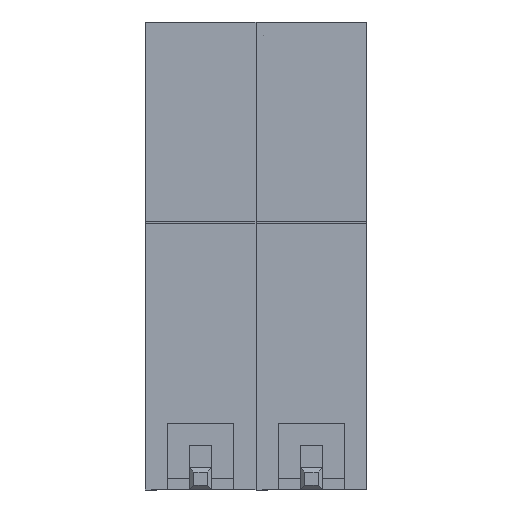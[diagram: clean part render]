
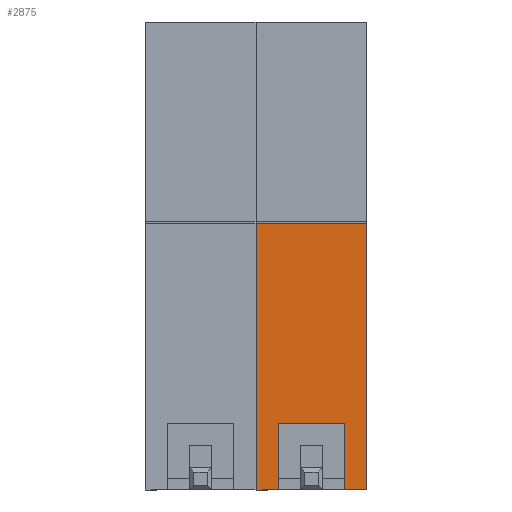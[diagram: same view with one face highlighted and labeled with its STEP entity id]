
A CAD part, left-side view. The second image highlights one B-rep face of the part: STEP entity #2875.
In plain terms, the highlighted planar face has unit normal (-1, 0, 0).
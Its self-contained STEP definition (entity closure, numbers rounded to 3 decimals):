
#1832 = VERTEX_POINT('',#1833);
#1833 = CARTESIAN_POINT('',(-4.,2.5,0.));
#1842 = PLANE('',#1843);
#1843 = AXIS2_PLACEMENT_3D('',#1844,#1845,#1846);
#1844 = CARTESIAN_POINT('',(-4.,2.5,0.));
#1845 = DIRECTION('',(0.,0.,1.));
#1846 = DIRECTION('',(1.,0.,0.));
#1854 = PLANE('',#1855);
#1855 = AXIS2_PLACEMENT_3D('',#1856,#1857,#1858);
#1856 = CARTESIAN_POINT('',(-4.,2.5,0.));
#1857 = DIRECTION('',(0.,1.,0.));
#1858 = DIRECTION('',(0.,0.,1.));
#1866 = EDGE_CURVE('',#1832,#1867,#1869,.T.);
#1867 = VERTEX_POINT('',#1868);
#1868 = CARTESIAN_POINT('',(-4.,1.5,0.));
#1869 = SURFACE_CURVE('',#1870,(#1874,#1881),.PCURVE_S1.);
#1870 = LINE('',#1871,#1872);
#1871 = CARTESIAN_POINT('',(-4.,2.5,0.));
#1872 = VECTOR('',#1873,1.);
#1873 = DIRECTION('',(0.,-1.,0.));
#1874 = PCURVE('',#1842,#1875);
#1875 = DEFINITIONAL_REPRESENTATION('',(#1876),#1880);
#1876 = LINE('',#1877,#1878);
#1877 = CARTESIAN_POINT('',(0.,0.));
#1878 = VECTOR('',#1879,1.);
#1879 = DIRECTION('',(0.,-1.));
#1880 = ( GEOMETRIC_REPRESENTATION_CONTEXT(2) 
PARAMETRIC_REPRESENTATION_CONTEXT() REPRESENTATION_CONTEXT('2D SPACE',''
  ) );
#1881 = PCURVE('',#1882,#1887);
#1882 = PLANE('',#1883);
#1883 = AXIS2_PLACEMENT_3D('',#1884,#1885,#1886);
#1884 = CARTESIAN_POINT('',(-4.,2.5,12.));
#1885 = DIRECTION('',(1.,0.,0.));
#1886 = DIRECTION('',(0.,0.,-1.));
#1887 = DEFINITIONAL_REPRESENTATION('',(#1888),#1892);
#1888 = LINE('',#1889,#1890);
#1889 = CARTESIAN_POINT('',(12.,0.));
#1890 = VECTOR('',#1891,1.);
#1891 = DIRECTION('',(0.,-1.));
#1892 = ( GEOMETRIC_REPRESENTATION_CONTEXT(2) 
PARAMETRIC_REPRESENTATION_CONTEXT() REPRESENTATION_CONTEXT('2D SPACE',''
  ) );
#1910 = PLANE('',#1911);
#1911 = AXIS2_PLACEMENT_3D('',#1912,#1913,#1914);
#1912 = CARTESIAN_POINT('',(-4.,1.5,0.));
#1913 = DIRECTION('',(0.,-1.,0.));
#1914 = DIRECTION('',(0.,0.,1.));
#2007 = VERTEX_POINT('',#2008);
#2008 = CARTESIAN_POINT('',(-4.,-1.5,0.));
#2022 = PLANE('',#2023);
#2023 = AXIS2_PLACEMENT_3D('',#2024,#2025,#2026);
#2024 = CARTESIAN_POINT('',(-4.,-1.5,3.));
#2025 = DIRECTION('',(0.,1.,0.));
#2026 = DIRECTION('',(0.,0.,-1.));
#2034 = EDGE_CURVE('',#2007,#2035,#2037,.T.);
#2035 = VERTEX_POINT('',#2036);
#2036 = CARTESIAN_POINT('',(-4.,-2.5,0.));
#2037 = SURFACE_CURVE('',#2038,(#2042,#2049),.PCURVE_S1.);
#2038 = LINE('',#2039,#2040);
#2039 = CARTESIAN_POINT('',(-4.,2.5,0.));
#2040 = VECTOR('',#2041,1.);
#2041 = DIRECTION('',(0.,-1.,0.));
#2042 = PCURVE('',#1842,#2043);
#2043 = DEFINITIONAL_REPRESENTATION('',(#2044),#2048);
#2044 = LINE('',#2045,#2046);
#2045 = CARTESIAN_POINT('',(0.,0.));
#2046 = VECTOR('',#2047,1.);
#2047 = DIRECTION('',(0.,-1.));
#2048 = ( GEOMETRIC_REPRESENTATION_CONTEXT(2) 
PARAMETRIC_REPRESENTATION_CONTEXT() REPRESENTATION_CONTEXT('2D SPACE',''
  ) );
#2049 = PCURVE('',#1882,#2050);
#2050 = DEFINITIONAL_REPRESENTATION('',(#2051),#2055);
#2051 = LINE('',#2052,#2053);
#2052 = CARTESIAN_POINT('',(12.,0.));
#2053 = VECTOR('',#2054,1.);
#2054 = DIRECTION('',(0.,-1.));
#2055 = ( GEOMETRIC_REPRESENTATION_CONTEXT(2) 
PARAMETRIC_REPRESENTATION_CONTEXT() REPRESENTATION_CONTEXT('2D SPACE',''
  ) );
#2073 = PLANE('',#2074);
#2074 = AXIS2_PLACEMENT_3D('',#2075,#2076,#2077);
#2075 = CARTESIAN_POINT('',(-4.,-2.5,0.));
#2076 = DIRECTION('',(0.,1.,0.));
#2077 = DIRECTION('',(0.,0.,1.));
#2115 = EDGE_CURVE('',#2116,#1832,#2118,.T.);
#2116 = VERTEX_POINT('',#2117);
#2117 = CARTESIAN_POINT('',(-4.,2.5,12.));
#2118 = SURFACE_CURVE('',#2119,(#2123,#2130),.PCURVE_S1.);
#2119 = LINE('',#2120,#2121);
#2120 = CARTESIAN_POINT('',(-4.,2.5,12.));
#2121 = VECTOR('',#2122,1.);
#2122 = DIRECTION('',(0.,0.,-1.));
#2123 = PCURVE('',#1854,#2124);
#2124 = DEFINITIONAL_REPRESENTATION('',(#2125),#2129);
#2125 = LINE('',#2126,#2127);
#2126 = CARTESIAN_POINT('',(12.,0.));
#2127 = VECTOR('',#2128,1.);
#2128 = DIRECTION('',(-1.,0.));
#2129 = ( GEOMETRIC_REPRESENTATION_CONTEXT(2) 
PARAMETRIC_REPRESENTATION_CONTEXT() REPRESENTATION_CONTEXT('2D SPACE',''
  ) );
#2130 = PCURVE('',#1882,#2131);
#2131 = DEFINITIONAL_REPRESENTATION('',(#2132),#2136);
#2132 = LINE('',#2133,#2134);
#2133 = CARTESIAN_POINT('',(0.,0.));
#2134 = VECTOR('',#2135,1.);
#2135 = DIRECTION('',(1.,0.));
#2136 = ( GEOMETRIC_REPRESENTATION_CONTEXT(2) 
PARAMETRIC_REPRESENTATION_CONTEXT() REPRESENTATION_CONTEXT('2D SPACE',''
  ) );
#2154 = PLANE('',#2155);
#2155 = AXIS2_PLACEMENT_3D('',#2156,#2157,#2158);
#2156 = CARTESIAN_POINT('',(-3.,2.5,12.));
#2157 = DIRECTION('',(0.,0.,-1.));
#2158 = DIRECTION('',(-1.,0.,0.));
#2548 = EDGE_CURVE('',#2549,#2035,#2551,.T.);
#2549 = VERTEX_POINT('',#2550);
#2550 = CARTESIAN_POINT('',(-4.,-2.5,12.));
#2551 = SURFACE_CURVE('',#2552,(#2556,#2563),.PCURVE_S1.);
#2552 = LINE('',#2553,#2554);
#2553 = CARTESIAN_POINT('',(-4.,-2.5,12.));
#2554 = VECTOR('',#2555,1.);
#2555 = DIRECTION('',(0.,0.,-1.));
#2556 = PCURVE('',#2073,#2557);
#2557 = DEFINITIONAL_REPRESENTATION('',(#2558),#2562);
#2558 = LINE('',#2559,#2560);
#2559 = CARTESIAN_POINT('',(12.,0.));
#2560 = VECTOR('',#2561,1.);
#2561 = DIRECTION('',(-1.,0.));
#2562 = ( GEOMETRIC_REPRESENTATION_CONTEXT(2) 
PARAMETRIC_REPRESENTATION_CONTEXT() REPRESENTATION_CONTEXT('2D SPACE',''
  ) );
#2563 = PCURVE('',#1882,#2564);
#2564 = DEFINITIONAL_REPRESENTATION('',(#2565),#2569);
#2565 = LINE('',#2566,#2567);
#2566 = CARTESIAN_POINT('',(0.,-5.));
#2567 = VECTOR('',#2568,1.);
#2568 = DIRECTION('',(1.,0.));
#2569 = ( GEOMETRIC_REPRESENTATION_CONTEXT(2) 
PARAMETRIC_REPRESENTATION_CONTEXT() REPRESENTATION_CONTEXT('2D SPACE',''
  ) );
#2875 = ADVANCED_FACE('',(#2876),#1882,.F.);
#2876 = FACE_BOUND('',#2877,.F.);
#2877 = EDGE_LOOP('',(#2878,#2879,#2900,#2901,#2902,#2925,#2953,#2974));
#2878 = ORIENTED_EDGE('',*,*,#2115,.F.);
#2879 = ORIENTED_EDGE('',*,*,#2880,.T.);
#2880 = EDGE_CURVE('',#2116,#2549,#2881,.T.);
#2881 = SURFACE_CURVE('',#2882,(#2886,#2893),.PCURVE_S1.);
#2882 = LINE('',#2883,#2884);
#2883 = CARTESIAN_POINT('',(-4.,2.5,12.));
#2884 = VECTOR('',#2885,1.);
#2885 = DIRECTION('',(0.,-1.,0.));
#2886 = PCURVE('',#1882,#2887);
#2887 = DEFINITIONAL_REPRESENTATION('',(#2888),#2892);
#2888 = LINE('',#2889,#2890);
#2889 = CARTESIAN_POINT('',(0.,0.));
#2890 = VECTOR('',#2891,1.);
#2891 = DIRECTION('',(0.,-1.));
#2892 = ( GEOMETRIC_REPRESENTATION_CONTEXT(2) 
PARAMETRIC_REPRESENTATION_CONTEXT() REPRESENTATION_CONTEXT('2D SPACE',''
  ) );
#2893 = PCURVE('',#2154,#2894);
#2894 = DEFINITIONAL_REPRESENTATION('',(#2895),#2899);
#2895 = LINE('',#2896,#2897);
#2896 = CARTESIAN_POINT('',(1.,0.));
#2897 = VECTOR('',#2898,1.);
#2898 = DIRECTION('',(0.,-1.));
#2899 = ( GEOMETRIC_REPRESENTATION_CONTEXT(2) 
PARAMETRIC_REPRESENTATION_CONTEXT() REPRESENTATION_CONTEXT('2D SPACE',''
  ) );
#2900 = ORIENTED_EDGE('',*,*,#2548,.T.);
#2901 = ORIENTED_EDGE('',*,*,#2034,.F.);
#2902 = ORIENTED_EDGE('',*,*,#2903,.F.);
#2903 = EDGE_CURVE('',#2904,#2007,#2906,.T.);
#2904 = VERTEX_POINT('',#2905);
#2905 = CARTESIAN_POINT('',(-4.,-1.5,3.));
#2906 = SURFACE_CURVE('',#2907,(#2911,#2918),.PCURVE_S1.);
#2907 = LINE('',#2908,#2909);
#2908 = CARTESIAN_POINT('',(-4.,-1.5,3.));
#2909 = VECTOR('',#2910,1.);
#2910 = DIRECTION('',(0.,0.,-1.));
#2911 = PCURVE('',#1882,#2912);
#2912 = DEFINITIONAL_REPRESENTATION('',(#2913),#2917);
#2913 = LINE('',#2914,#2915);
#2914 = CARTESIAN_POINT('',(9.,-4.));
#2915 = VECTOR('',#2916,1.);
#2916 = DIRECTION('',(1.,0.));
#2917 = ( GEOMETRIC_REPRESENTATION_CONTEXT(2) 
PARAMETRIC_REPRESENTATION_CONTEXT() REPRESENTATION_CONTEXT('2D SPACE',''
  ) );
#2918 = PCURVE('',#2022,#2919);
#2919 = DEFINITIONAL_REPRESENTATION('',(#2920),#2924);
#2920 = LINE('',#2921,#2922);
#2921 = CARTESIAN_POINT('',(0.,0.));
#2922 = VECTOR('',#2923,1.);
#2923 = DIRECTION('',(1.,0.));
#2924 = ( GEOMETRIC_REPRESENTATION_CONTEXT(2) 
PARAMETRIC_REPRESENTATION_CONTEXT() REPRESENTATION_CONTEXT('2D SPACE',''
  ) );
#2925 = ORIENTED_EDGE('',*,*,#2926,.F.);
#2926 = EDGE_CURVE('',#2927,#2904,#2929,.T.);
#2927 = VERTEX_POINT('',#2928);
#2928 = CARTESIAN_POINT('',(-4.,1.5,3.));
#2929 = SURFACE_CURVE('',#2930,(#2934,#2941),.PCURVE_S1.);
#2930 = LINE('',#2931,#2932);
#2931 = CARTESIAN_POINT('',(-4.,1.5,3.));
#2932 = VECTOR('',#2933,1.);
#2933 = DIRECTION('',(0.,-1.,0.));
#2934 = PCURVE('',#1882,#2935);
#2935 = DEFINITIONAL_REPRESENTATION('',(#2936),#2940);
#2936 = LINE('',#2937,#2938);
#2937 = CARTESIAN_POINT('',(9.,-1.));
#2938 = VECTOR('',#2939,1.);
#2939 = DIRECTION('',(0.,-1.));
#2940 = ( GEOMETRIC_REPRESENTATION_CONTEXT(2) 
PARAMETRIC_REPRESENTATION_CONTEXT() REPRESENTATION_CONTEXT('2D SPACE',''
  ) );
#2941 = PCURVE('',#2942,#2947);
#2942 = PLANE('',#2943);
#2943 = AXIS2_PLACEMENT_3D('',#2944,#2945,#2946);
#2944 = CARTESIAN_POINT('',(-4.,1.5,3.));
#2945 = DIRECTION('',(0.,0.,-1.));
#2946 = DIRECTION('',(0.,-1.,0.));
#2947 = DEFINITIONAL_REPRESENTATION('',(#2948),#2952);
#2948 = LINE('',#2949,#2950);
#2949 = CARTESIAN_POINT('',(0.,0.));
#2950 = VECTOR('',#2951,1.);
#2951 = DIRECTION('',(1.,0.));
#2952 = ( GEOMETRIC_REPRESENTATION_CONTEXT(2) 
PARAMETRIC_REPRESENTATION_CONTEXT() REPRESENTATION_CONTEXT('2D SPACE',''
  ) );
#2953 = ORIENTED_EDGE('',*,*,#2954,.F.);
#2954 = EDGE_CURVE('',#1867,#2927,#2955,.T.);
#2955 = SURFACE_CURVE('',#2956,(#2960,#2967),.PCURVE_S1.);
#2956 = LINE('',#2957,#2958);
#2957 = CARTESIAN_POINT('',(-4.,1.5,0.));
#2958 = VECTOR('',#2959,1.);
#2959 = DIRECTION('',(0.,0.,1.));
#2960 = PCURVE('',#1882,#2961);
#2961 = DEFINITIONAL_REPRESENTATION('',(#2962),#2966);
#2962 = LINE('',#2963,#2964);
#2963 = CARTESIAN_POINT('',(12.,-1.));
#2964 = VECTOR('',#2965,1.);
#2965 = DIRECTION('',(-1.,0.));
#2966 = ( GEOMETRIC_REPRESENTATION_CONTEXT(2) 
PARAMETRIC_REPRESENTATION_CONTEXT() REPRESENTATION_CONTEXT('2D SPACE',''
  ) );
#2967 = PCURVE('',#1910,#2968);
#2968 = DEFINITIONAL_REPRESENTATION('',(#2969),#2973);
#2969 = LINE('',#2970,#2971);
#2970 = CARTESIAN_POINT('',(0.,0.));
#2971 = VECTOR('',#2972,1.);
#2972 = DIRECTION('',(1.,0.));
#2973 = ( GEOMETRIC_REPRESENTATION_CONTEXT(2) 
PARAMETRIC_REPRESENTATION_CONTEXT() REPRESENTATION_CONTEXT('2D SPACE',''
  ) );
#2974 = ORIENTED_EDGE('',*,*,#1866,.F.);
